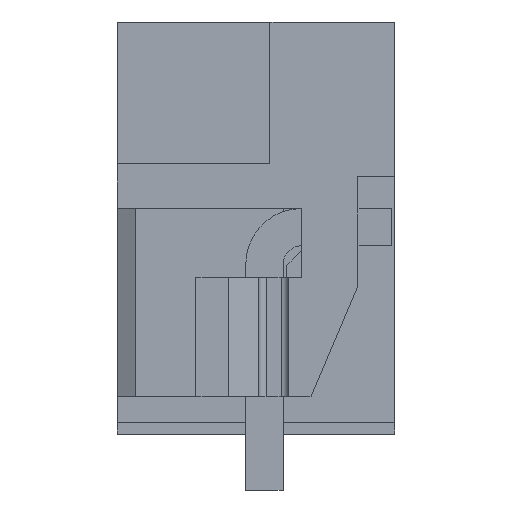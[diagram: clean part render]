
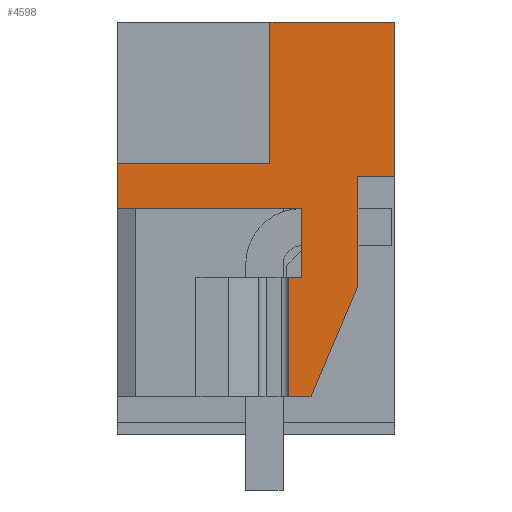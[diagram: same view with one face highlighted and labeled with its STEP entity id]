
A CAD part, left-side view. The second image highlights one B-rep face of the part: STEP entity #4598.
In plain terms, the highlighted planar face has unit normal (-1, 0, 0).
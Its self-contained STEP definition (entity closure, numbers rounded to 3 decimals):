
#4515=AXIS2_PLACEMENT_3D('Plane Axis2P3D',#4512,#4513,#4514) ;
#296=CARTESIAN_POINT('Vertex',(0.,7.45,7.55)) ;
#299=CARTESIAN_POINT('Line Origine',(0.,7.45,8.15)) ;
#303=CARTESIAN_POINT('Vertex',(0.,7.45,8.75)) ;
#4348=CARTESIAN_POINT('Vertex',(0.,2.25,2.5)) ;
#4351=CARTESIAN_POINT('Line Origine',(0.,2.55,2.5)) ;
#4355=CARTESIAN_POINT('Vertex',(0.,2.85,2.5)) ;
#4490=CARTESIAN_POINT('Vertex',(0.,2.5,7.55)) ;
#4493=CARTESIAN_POINT('Line Origine',(0.,4.975,7.55)) ;
#4512=CARTESIAN_POINT('Axis2P3D Location',(0.,1.575,12.55)) ;
#4517=CARTESIAN_POINT('Line Origine',(0.,2.5,6.625)) ;
#4521=CARTESIAN_POINT('Vertex',(0.,2.5,5.7)) ;
#4524=CARTESIAN_POINT('Line Origine',(0.,2.675,5.7)) ;
#4528=CARTESIAN_POINT('Vertex',(0.,2.85,5.7)) ;
#4531=CARTESIAN_POINT('Line Origine',(0.,2.85,4.1)) ;
#4536=CARTESIAN_POINT('Line Origine',(0.,1.623,3.979)) ;
#4540=CARTESIAN_POINT('Vertex',(0.,0.997,5.458)) ;
#4543=CARTESIAN_POINT('Line Origine',(0.,0.997,6.929)) ;
#4547=CARTESIAN_POINT('Vertex',(0.,0.997,8.4)) ;
#4550=CARTESIAN_POINT('Line Origine',(0.,0.498,8.4)) ;
#4554=CARTESIAN_POINT('Vertex',(0.,0.,8.4)) ;
#4557=CARTESIAN_POINT('Line Origine',(0.,0.,10.475)) ;
#4561=CARTESIAN_POINT('Vertex',(0.,0.,12.55)) ;
#4564=CARTESIAN_POINT('Line Origine',(0.,1.675,12.55)) ;
#4568=CARTESIAN_POINT('Vertex',(0.,3.35,12.55)) ;
#4571=CARTESIAN_POINT('Line Origine',(0.,3.35,10.65)) ;
#4575=CARTESIAN_POINT('Vertex',(0.,3.35,8.75)) ;
#4578=CARTESIAN_POINT('Line Origine',(0.,5.4,8.75)) ;
#300=DIRECTION('Vector Direction',(0.,0.,-1.)) ;
#4352=DIRECTION('Vector Direction',(0.,-1.,0.)) ;
#4494=DIRECTION('Vector Direction',(0.,1.,0.)) ;
#4513=DIRECTION('Axis2P3D Direction',(-1.,0.,-0.)) ;
#4514=DIRECTION('Axis2P3D XDirection',(0.,1.,0.)) ;
#4518=DIRECTION('Vector Direction',(0.,0.,-1.)) ;
#4525=DIRECTION('Vector Direction',(0.,1.,0.)) ;
#4532=DIRECTION('Vector Direction',(0.,0.,-1.)) ;
#4537=DIRECTION('Vector Direction',(0.,0.39,-0.921)) ;
#4544=DIRECTION('Vector Direction',(0.,0.,1.)) ;
#4551=DIRECTION('Vector Direction',(0.,-1.,0.)) ;
#4558=DIRECTION('Vector Direction',(0.,0.,1.)) ;
#4565=DIRECTION('Vector Direction',(0.,1.,0.)) ;
#4572=DIRECTION('Vector Direction',(0.,0.,-1.)) ;
#4579=DIRECTION('Vector Direction',(0.,-1.,0.)) ;
#301=VECTOR('Line Direction',#300,1.) ;
#4353=VECTOR('Line Direction',#4352,1.) ;
#4495=VECTOR('Line Direction',#4494,1.) ;
#4519=VECTOR('Line Direction',#4518,1.) ;
#4526=VECTOR('Line Direction',#4525,1.) ;
#4533=VECTOR('Line Direction',#4532,1.) ;
#4538=VECTOR('Line Direction',#4537,1.) ;
#4545=VECTOR('Line Direction',#4544,1.) ;
#4552=VECTOR('Line Direction',#4551,1.) ;
#4559=VECTOR('Line Direction',#4558,1.) ;
#4566=VECTOR('Line Direction',#4565,1.) ;
#4573=VECTOR('Line Direction',#4572,1.) ;
#4580=VECTOR('Line Direction',#4579,1.) ;
#4584=ORIENTED_EDGE('',*,*,#305,.T.) ;
#4585=ORIENTED_EDGE('',*,*,#4497,.F.) ;
#4586=ORIENTED_EDGE('',*,*,#4523,.T.) ;
#4587=ORIENTED_EDGE('',*,*,#4530,.T.) ;
#4588=ORIENTED_EDGE('',*,*,#4535,.T.) ;
#4589=ORIENTED_EDGE('',*,*,#4357,.T.) ;
#4590=ORIENTED_EDGE('',*,*,#4542,.F.) ;
#4591=ORIENTED_EDGE('',*,*,#4549,.T.) ;
#4592=ORIENTED_EDGE('',*,*,#4556,.T.) ;
#4593=ORIENTED_EDGE('',*,*,#4563,.T.) ;
#4594=ORIENTED_EDGE('',*,*,#4570,.T.) ;
#4595=ORIENTED_EDGE('',*,*,#4577,.T.) ;
#4596=ORIENTED_EDGE('',*,*,#4582,.F.) ;
#4598=ADVANCED_FACE('HOUSING',(#4597),#4516,.T.) ;
#305=EDGE_CURVE('',#304,#297,#302,.T.) ;
#4357=EDGE_CURVE('',#4356,#4349,#4354,.T.) ;
#4497=EDGE_CURVE('',#4491,#297,#4496,.T.) ;
#4523=EDGE_CURVE('',#4491,#4522,#4520,.T.) ;
#4530=EDGE_CURVE('',#4522,#4529,#4527,.T.) ;
#4535=EDGE_CURVE('',#4529,#4356,#4534,.T.) ;
#4542=EDGE_CURVE('',#4541,#4349,#4539,.T.) ;
#4549=EDGE_CURVE('',#4541,#4548,#4546,.T.) ;
#4556=EDGE_CURVE('',#4548,#4555,#4553,.T.) ;
#4563=EDGE_CURVE('',#4555,#4562,#4560,.T.) ;
#4570=EDGE_CURVE('',#4562,#4569,#4567,.T.) ;
#4577=EDGE_CURVE('',#4569,#4576,#4574,.T.) ;
#4582=EDGE_CURVE('',#304,#4576,#4581,.T.) ;
#4583=EDGE_LOOP('',(#4584,#4585,#4586,#4587,#4588,#4589,#4590,#4591,#4592,#4593,#4594,#4595,#4596)) ;
#4597=FACE_OUTER_BOUND('',#4583,.T.) ;
#302=LINE('Line',#299,#301) ;
#4354=LINE('Line',#4351,#4353) ;
#4496=LINE('Line',#4493,#4495) ;
#4520=LINE('Line',#4517,#4519) ;
#4527=LINE('Line',#4524,#4526) ;
#4534=LINE('Line',#4531,#4533) ;
#4539=LINE('Line',#4536,#4538) ;
#4546=LINE('Line',#4543,#4545) ;
#4553=LINE('Line',#4550,#4552) ;
#4560=LINE('Line',#4557,#4559) ;
#4567=LINE('Line',#4564,#4566) ;
#4574=LINE('Line',#4571,#4573) ;
#4581=LINE('Line',#4578,#4580) ;
#4516=PLANE('',#4515) ;
#297=VERTEX_POINT('',#296) ;
#304=VERTEX_POINT('',#303) ;
#4349=VERTEX_POINT('',#4348) ;
#4356=VERTEX_POINT('',#4355) ;
#4491=VERTEX_POINT('',#4490) ;
#4522=VERTEX_POINT('',#4521) ;
#4529=VERTEX_POINT('',#4528) ;
#4541=VERTEX_POINT('',#4540) ;
#4548=VERTEX_POINT('',#4547) ;
#4555=VERTEX_POINT('',#4554) ;
#4562=VERTEX_POINT('',#4561) ;
#4569=VERTEX_POINT('',#4568) ;
#4576=VERTEX_POINT('',#4575) ;
